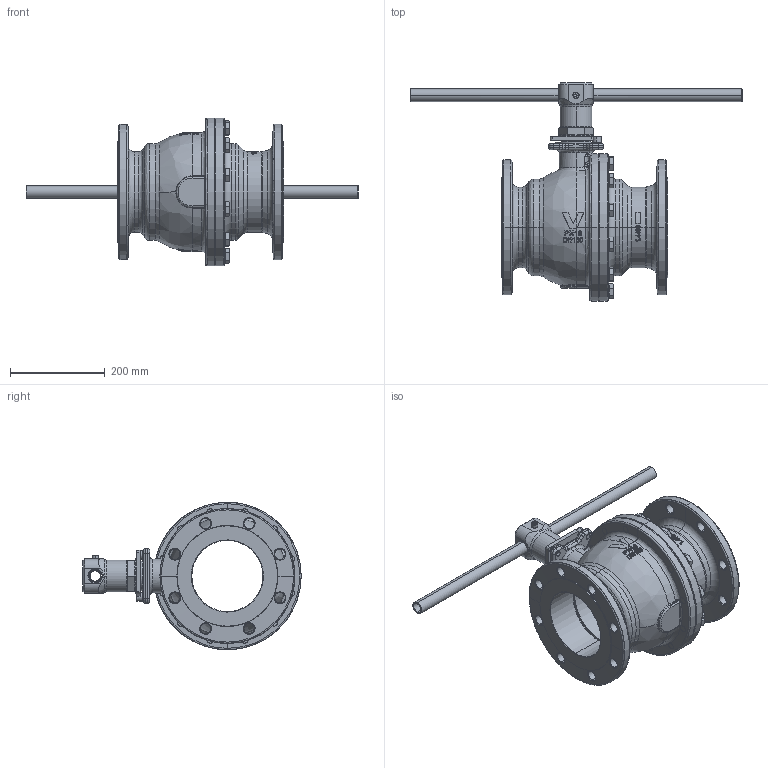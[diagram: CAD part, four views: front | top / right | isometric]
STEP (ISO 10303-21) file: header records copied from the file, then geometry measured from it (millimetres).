
FILE_DESCRIPTION (( 'STEP AP203' ), '1' );
FILE_NAME ('76000020.STEP', '2010-04-01T14:52:04', ( '.' ), ( '.' ), 'SwSTEP 2.0', 'SolidWorks 2008', '' );
FILE_SCHEMA (( 'CONFIG_CONTROL_DESIGN' ));
Products named in the file (1): 76000020
Bounding box: 700 x 460.2 x 311 mm (x, y, z)
Volume: 8753541.5 mm3; surface area: 1237943.6 mm2
Topology: 1 solids, 1 shells, 1532 faces, 3817 edges, 2382 vertices
Faces by surface type: plane 469, bspline 467, cylinder 337, cone 248, torus 11
Entity records: 124123 total; most frequent: CARTESIAN_POINT 91296, ORIENTED_EDGE 7598, DIRECTION 5715, EDGE_CURVE 3799, VERTEX_POINT 2381, AXIS2_PLACEMENT_3D 2234, EDGE_LOOP 1698, ADVANCED_FACE 1532
